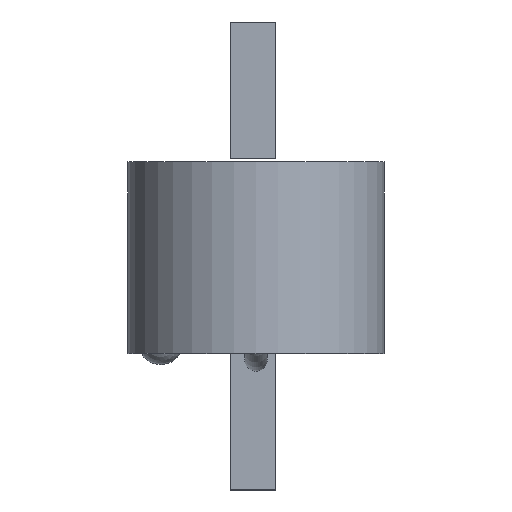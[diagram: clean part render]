
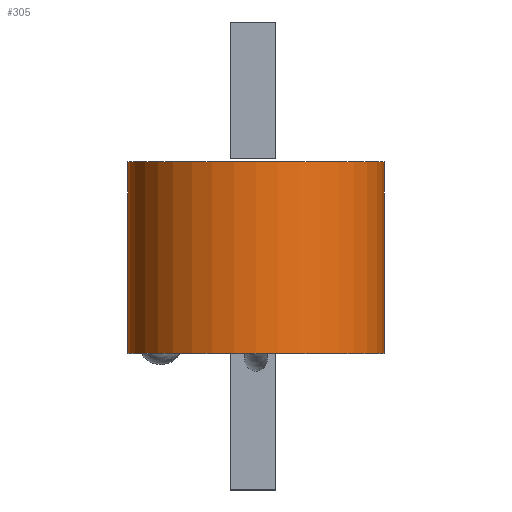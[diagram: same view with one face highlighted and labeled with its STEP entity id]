
A CAD part, top view. The second image highlights one B-rep face of the part: STEP entity #305.
In plain terms, the highlighted cylindrical face has radius 56.483 mm (diameter 112.966 mm), a full revolution.
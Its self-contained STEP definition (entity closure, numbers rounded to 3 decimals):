
#51=CYLINDRICAL_SURFACE('',#395,56.483);
#54=LINE('',#551,#81);
#81=VECTOR('',#454,56.483);
#132=FACE_OUTER_BOUND('',#151,.T.);
#151=EDGE_LOOP('',(#245,#246,#247,#248));
#172=CIRCLE('',#396,56.483);
#173=CIRCLE('',#397,56.483);
#180=VERTEX_POINT('',#548);
#181=VERTEX_POINT('',#550);
#205=EDGE_CURVE('',#180,#180,#172,.T.);
#206=EDGE_CURVE('',#180,#181,#54,.T.);
#207=EDGE_CURVE('',#181,#181,#173,.T.);
#245=ORIENTED_EDGE('',*,*,#205,.F.);
#246=ORIENTED_EDGE('',*,*,#206,.T.);
#247=ORIENTED_EDGE('',*,*,#207,.F.);
#248=ORIENTED_EDGE('',*,*,#206,.F.);
#305=ADVANCED_FACE('',(#132),#51,.T.);
#395=AXIS2_PLACEMENT_3D('',#547,#450,#451);
#396=AXIS2_PLACEMENT_3D('',#549,#452,#453);
#397=AXIS2_PLACEMENT_3D('',#552,#455,#456);
#450=DIRECTION('center_axis',(0.,1.,0.));
#451=DIRECTION('ref_axis',(1.,0.,0.));
#452=DIRECTION('center_axis',(0.,1.,0.));
#453=DIRECTION('ref_axis',(1.,0.,0.));
#454=DIRECTION('',(0.,-1.,0.));
#455=DIRECTION('center_axis',(0.,-1.,0.));
#456=DIRECTION('ref_axis',(1.,0.,0.));
#547=CARTESIAN_POINT('Origin',(0.,42.139,0.));
#548=CARTESIAN_POINT('',(-56.483,84.278,0.));
#549=CARTESIAN_POINT('Origin',(0.,84.278,0.));
#550=CARTESIAN_POINT('',(-56.483,0.,0.));
#551=CARTESIAN_POINT('',(-56.483,42.139,0.));
#552=CARTESIAN_POINT('Origin',(0.,0.,0.));
